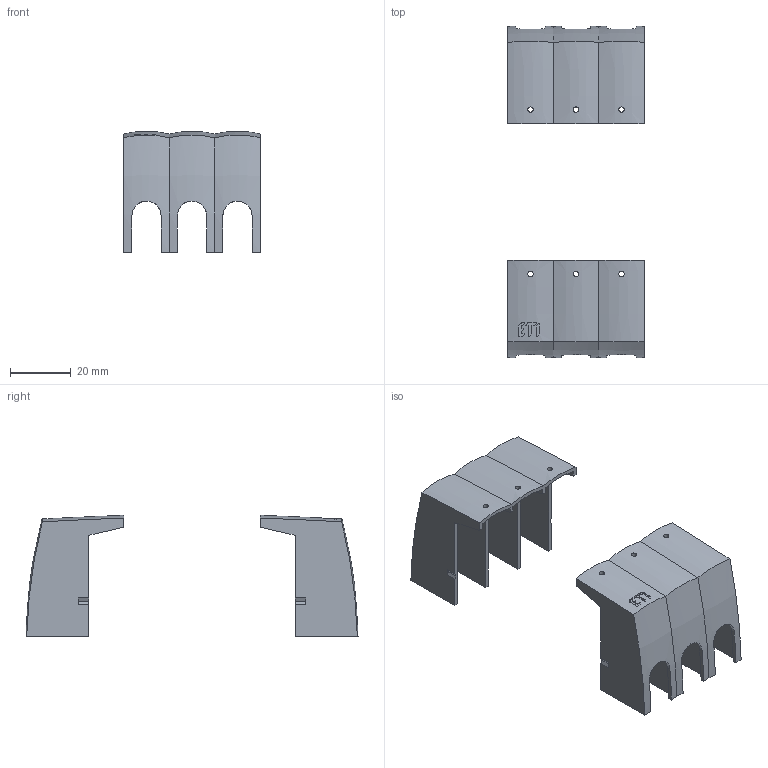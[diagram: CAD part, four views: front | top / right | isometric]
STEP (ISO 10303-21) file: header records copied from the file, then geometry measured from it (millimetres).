
FILE_DESCRIPTION((''),'2;1');
FILE_NAME('004661415_CLBS-EH80-G_ASM','2021-09-20T',('marketing.praksa'),('Audax d.o.o.'),'CREO PARAMETRIC BY PTC INC, 2017480','CREO PARAMETRIC BY PTC INC, 2017480','');
FILE_SCHEMA(('AUTOMOTIVE_DESIGN { 1 0 10303 214 1 1 1 1 }'));
Length unit declared in the file: millimetre
Products named in the file (4): 22943005_01; 22943005_02; PRT9571; 004661415_CLBS-EH80-G_ASM
Assembly tree (3 placements, depth 2):
  004661415_CLBS-EH80-G_ASM
    22943005_01
    22943005_02
    PRT9571
Bounding box: 45 x 109.49 x 40.01 mm (x, y, z)
Volume: 12961.2 mm3; surface area: 21732.5 mm2
Topology: 5 solids, 5 shells, 213 faces, 668 edges, 468 vertices
Faces by surface type: plane 123, cylinder 66, torus 24
Entity records: 14005 total; most frequent: CARTESIAN_POINT 4380, ORIENTED_EDGE 1336, DIRECTION 1054, PRESENTATION_STYLE_ASSIGNMENT 886, STYLED_ITEM 886, CURVE_STYLE 668, EDGE_CURVE 668, VERTEX_POINT 468
